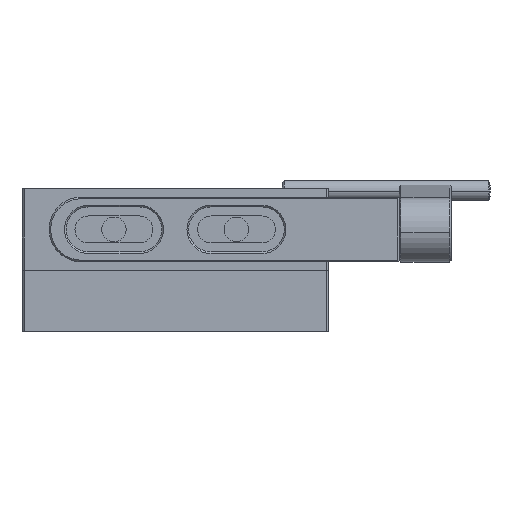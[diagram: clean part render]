
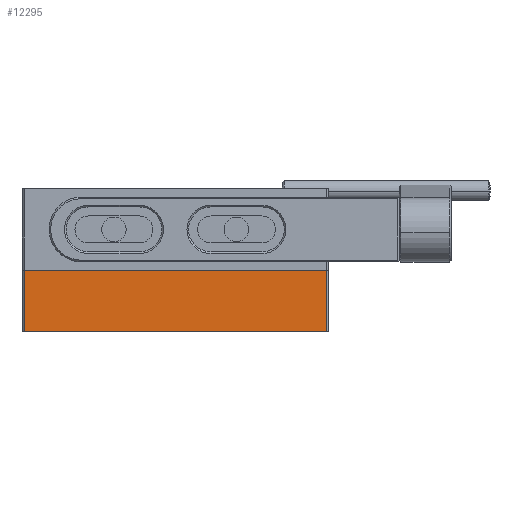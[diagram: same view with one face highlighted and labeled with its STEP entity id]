
A CAD part, left-side view. The second image highlights one B-rep face of the part: STEP entity #12295.
In plain terms, the highlighted planar face has unit normal (-1, 0, 0).
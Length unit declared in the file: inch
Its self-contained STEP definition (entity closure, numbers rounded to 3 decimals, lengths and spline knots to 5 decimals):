
#780 = DIRECTION ( 'NONE',  ( 0., -1., 0. ) ) ;
#1134 = CARTESIAN_POINT ( 'NONE',  ( 0., 0., -0.01969 ) ) ;
#2282 = VECTOR ( 'NONE', #17695, 39.37008 ) ;
#3001 = LINE ( 'NONE', #19992, #5591 ) ;
#3289 = ORIENTED_EDGE ( 'NONE', *, *, #15820, .F. ) ;
#3392 = CARTESIAN_POINT ( 'NONE',  ( 0., 0.59055, -0.01969 ) ) ;
#3661 = LINE ( 'NONE', #8394, #4260 ) ;
#4011 = ORIENTED_EDGE ( 'NONE', *, *, #16267, .F. ) ;
#4154 = CARTESIAN_POINT ( 'NONE',  ( 0., 0.59055, -0.01969 ) ) ;
#4260 = VECTOR ( 'NONE', #14459, 39.37008 ) ;
#5036 = CARTESIAN_POINT ( 'NONE',  ( 0., 0.59055, -2.93307 ) ) ;
#5508 = DIRECTION ( 'NONE',  ( 0., 1., 0. ) ) ;
#5591 = VECTOR ( 'NONE', #17205, 39.37008 ) ;
#6773 = LINE ( 'NONE', #8016, #2282 ) ;
#6951 = CARTESIAN_POINT ( 'NONE',  ( 0., 0.59055, 0. ) ) ;
#8016 = CARTESIAN_POINT ( 'NONE',  ( 0., 0.59055, -2.93307 ) ) ;
#8394 = CARTESIAN_POINT ( 'NONE',  ( 0., 0.59055, 0. ) ) ;
#8602 = LINE ( 'NONE', #4154, #14866 ) ;
#8785 = DIRECTION ( 'NONE',  ( 1., 0., 0. ) ) ;
#10461 = EDGE_CURVE ( 'NONE', #19271, #15412, #8602, .T. ) ;
#10642 = ORIENTED_EDGE ( 'NONE', *, *, #10461, .F. ) ;
#11446 = EDGE_LOOP ( 'NONE', ( #18519, #4011, #10642, #3289 ) ) ;
#12153 = CARTESIAN_POINT ( 'NONE',  ( 0., 0., -2.93307 ) ) ;
#12295 = ADVANCED_FACE ( 'NONE', ( #14974 ), #17877, .F. ) ;
#12803 = VERTEX_POINT ( 'NONE', #12153 ) ;
#14459 = DIRECTION ( 'NONE',  ( 0., 0., 1. ) ) ;
#14866 = VECTOR ( 'NONE', #780, 39.37008 ) ;
#14974 = FACE_OUTER_BOUND ( 'NONE', #11446, .T. ) ;
#15412 = VERTEX_POINT ( 'NONE', #1134 ) ;
#15493 = EDGE_CURVE ( 'NONE', #12803, #18089, #6773, .T. ) ;
#15820 = EDGE_CURVE ( 'NONE', #18089, #19271, #3661, .T. ) ;
#16267 = EDGE_CURVE ( 'NONE', #15412, #12803, #3001, .T. ) ;
#17205 = DIRECTION ( 'NONE',  ( 0., 0., -1. ) ) ;
#17695 = DIRECTION ( 'NONE',  ( 0., 1., 0. ) ) ;
#17815 = AXIS2_PLACEMENT_3D ( 'NONE', #6951, #8785, #5508 ) ;
#17877 = PLANE ( 'NONE',  #17815 ) ;
#18089 = VERTEX_POINT ( 'NONE', #5036 ) ;
#18519 = ORIENTED_EDGE ( 'NONE', *, *, #15493, .F. ) ;
#19271 = VERTEX_POINT ( 'NONE', #3392 ) ;
#19992 = CARTESIAN_POINT ( 'NONE',  ( 0., 0., 0. ) ) ;
